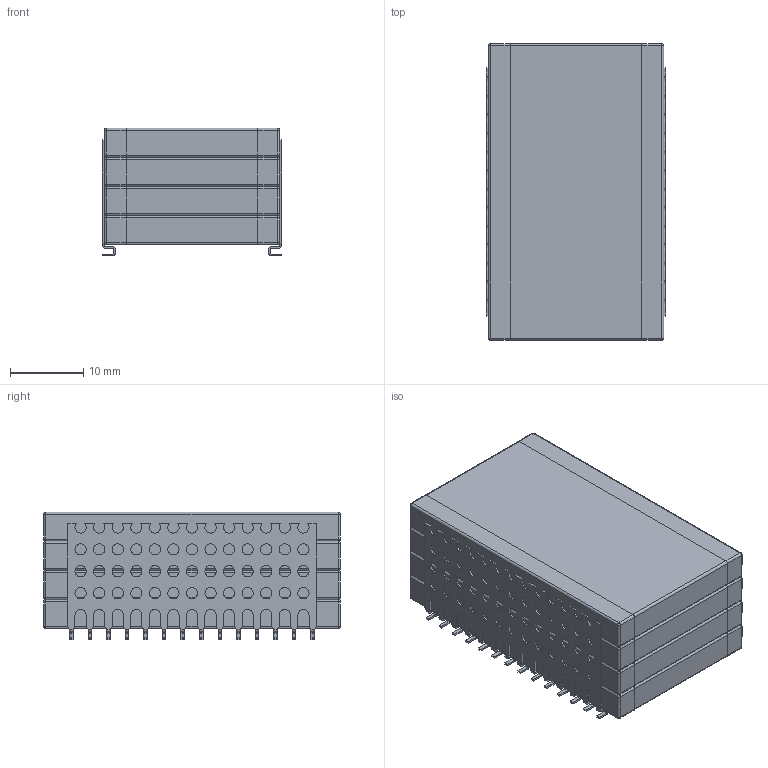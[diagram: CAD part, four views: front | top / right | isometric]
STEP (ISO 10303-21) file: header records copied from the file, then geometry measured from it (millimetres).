
FILE_DESCRIPTION(/* description */ (''),/* implementation_level */ '2;1');
FILE_NAME(/* name */ 'CNC5X series_PW leads_CNC58 4 caps.stp',/* time_stamp */ '2017-10-11T08:39:19+02:00',/* author */ ('W3'),/* organization */ ('EXXELIA TECHNOLOGIES'),/* preprocessor_version */ 'ST-DEVELOPER v16.5',/* originating_system */ 'Autodesk Inventor 2017',/* authorisation */ 'CONFIDENTIAL EXXELIA');
FILE_SCHEMA (('CONFIG_CONTROL_DESIGN'));
Length unit declared in the file: millimetre
Products named in the file (1): CNC5X series_PW leads_CNC58 4 caps
Bounding box: 24.5 x 40.6 x 17.5 mm (x, y, z)
Volume: 15756.5 mm3; surface area: 8444.2 mm2
Topology: 5 solids, 5 shells, 848 faces, 2294 edges, 1456 vertices
Faces by surface type: plane 438, cylinder 378, sphere 32
Full cylindrical faces by diameter (mm): 1.54 x78
Entity records: 26496 total; most frequent: DIRECTION 4670, CARTESIAN_POINT 4521, ORIENTED_EDGE 4432, EDGE_CURVE 2216, AXIS2_PLACEMENT_3D 1605, LINE 1460, VECTOR 1460, VERTEX_POINT 1456
